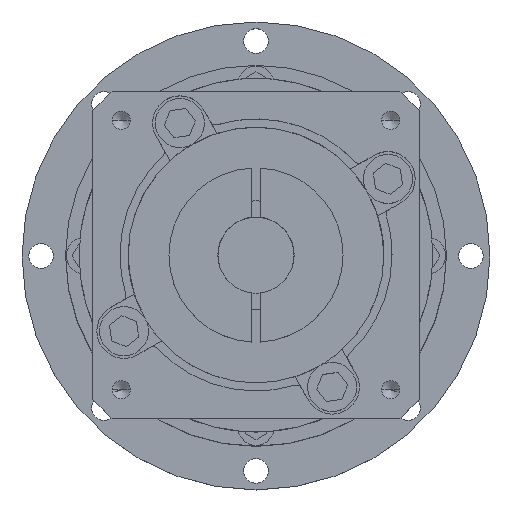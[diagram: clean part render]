
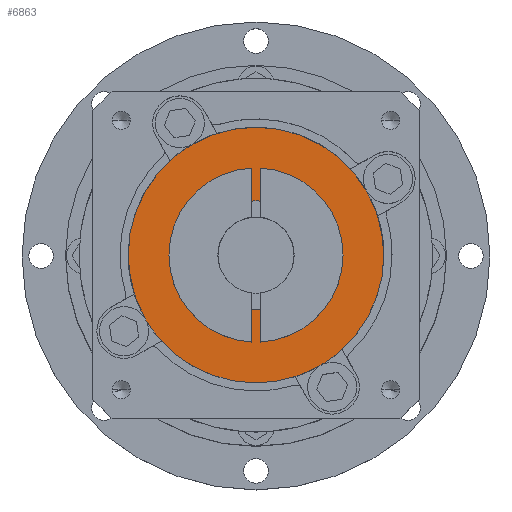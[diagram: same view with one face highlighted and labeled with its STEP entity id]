
A CAD part, top view. The second image highlights one B-rep face of the part: STEP entity #6863.
In plain terms, the highlighted planar face has unit normal (0, 0, 1).
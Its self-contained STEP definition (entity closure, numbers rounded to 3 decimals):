
#86 = AXIS2_PLACEMENT_3D ( 'NONE', #94, #272, #295 ) ;
#94 = CARTESIAN_POINT ( 'NONE',  ( 0., 0., -2. ) ) ;
#272 = DIRECTION ( 'NONE',  ( 0., 0., 1. ) ) ;
#295 = DIRECTION ( 'NONE',  ( 1., 0., 0. ) ) ;
#500 = CIRCLE ( 'NONE', #611, 23.5 ) ;
#595 = CIRCLE ( 'NONE', #7232, 10. ) ;
#611 = AXIS2_PLACEMENT_3D ( 'NONE', #7854, #2648, #8704 ) ;
#886 = CIRCLE ( 'NONE', #86, 10. ) ;
#1327 = ORIENTED_EDGE ( 'NONE', *, *, #9117, .T. ) ;
#1508 = FACE_OUTER_BOUND ( 'NONE', #9992, .T. ) ;
#1577 = ORIENTED_EDGE ( 'NONE', *, *, #3153, .F. ) ;
#1632 = CARTESIAN_POINT ( 'NONE',  ( -23.5, 0., -2. ) ) ;
#1654 = EDGE_CURVE ( 'NONE', #9540, #2297, #595, .T. ) ;
#2297 = VERTEX_POINT ( 'NONE', #9764 ) ;
#2382 = VERTEX_POINT ( 'NONE', #1632 ) ;
#2472 = VERTEX_POINT ( 'NONE', #6993 ) ;
#2480 = DIRECTION ( 'NONE',  ( 1., 0., 0. ) ) ;
#2648 = DIRECTION ( 'NONE',  ( 0., 0., 1. ) ) ;
#2724 = AXIS2_PLACEMENT_3D ( 'NONE', #6358, #2870, #8936 ) ;
#2870 = DIRECTION ( 'NONE',  ( 0., 0., 1. ) ) ;
#3143 = CARTESIAN_POINT ( 'NONE',  ( 0., 0., -2. ) ) ;
#3153 = EDGE_CURVE ( 'NONE', #2297, #9540, #886, .T. ) ;
#3362 = CIRCLE ( 'NONE', #7752, 23.5 ) ;
#4024 = DIRECTION ( 'NONE',  ( 1., 0., 0. ) ) ;
#4324 = EDGE_LOOP ( 'NONE', ( #6909, #1577 ) ) ;
#5297 = CARTESIAN_POINT ( 'NONE',  ( -10., 0., -2. ) ) ;
#5467 = PLANE ( 'NONE',  #2724 ) ;
#6358 = CARTESIAN_POINT ( 'NONE',  ( 0., 0., -2. ) ) ;
#6405 = CARTESIAN_POINT ( 'NONE',  ( 0., 0., -2. ) ) ;
#6863 = ADVANCED_FACE ( 'NONE', ( #10677, #1508 ), #5467, .T. ) ;
#6909 = ORIENTED_EDGE ( 'NONE', *, *, #1654, .F. ) ;
#6993 = CARTESIAN_POINT ( 'NONE',  ( 23.5, 0., -2. ) ) ;
#7206 = DIRECTION ( 'NONE',  ( 0., 0., 1. ) ) ;
#7232 = AXIS2_PLACEMENT_3D ( 'NONE', #6405, #7206, #2480 ) ;
#7752 = AXIS2_PLACEMENT_3D ( 'NONE', #3143, #9211, #4024 ) ;
#7854 = CARTESIAN_POINT ( 'NONE',  ( 0., 0., -2. ) ) ;
#8129 = ORIENTED_EDGE ( 'NONE', *, *, #10297, .T. ) ;
#8704 = DIRECTION ( 'NONE',  ( 1., 0., 0. ) ) ;
#8936 = DIRECTION ( 'NONE',  ( 1., 0., 0. ) ) ;
#9117 = EDGE_CURVE ( 'NONE', #2382, #2472, #500, .T. ) ;
#9211 = DIRECTION ( 'NONE',  ( 0., 0., 1. ) ) ;
#9540 = VERTEX_POINT ( 'NONE', #5297 ) ;
#9764 = CARTESIAN_POINT ( 'NONE',  ( 10., 0., -2. ) ) ;
#9992 = EDGE_LOOP ( 'NONE', ( #8129, #1327 ) ) ;
#10297 = EDGE_CURVE ( 'NONE', #2472, #2382, #3362, .T. ) ;
#10677 = FACE_BOUND ( 'NONE', #4324, .T. ) ;
